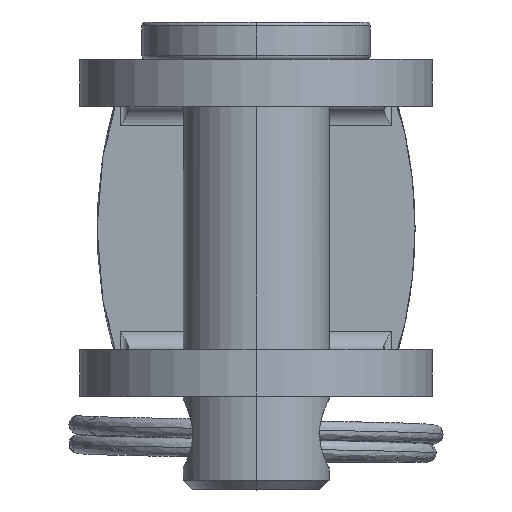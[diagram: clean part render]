
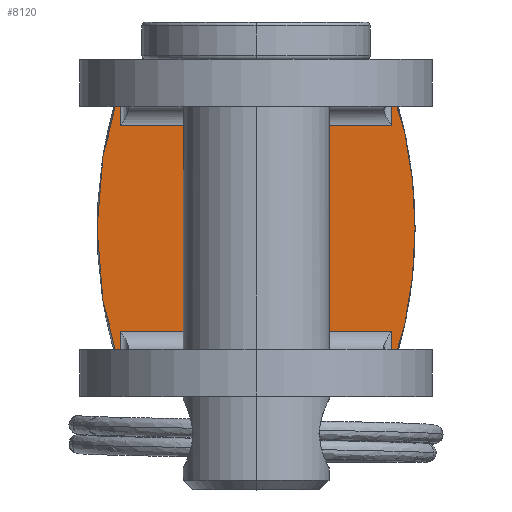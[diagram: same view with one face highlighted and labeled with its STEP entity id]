
A CAD part, top view. The second image highlights one B-rep face of the part: STEP entity #8120.
In plain terms, the highlighted planar face has unit normal (0, 0, 1).
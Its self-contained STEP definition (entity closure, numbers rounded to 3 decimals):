
#281 = DIRECTION ( 'NONE',  ( 0., -1., 0. ) ) ;
#379 = LINE ( 'NONE', #16694, #9336 ) ;
#585 = CIRCLE ( 'NONE', #5405, 24.018 ) ;
#1148 = DIRECTION ( 'NONE',  ( -1., 0., 0. ) ) ;
#1429 = DIRECTION ( 'NONE',  ( 0., 0., -1. ) ) ;
#1492 = CARTESIAN_POINT ( 'NONE',  ( -7.236, 5.5, 0. ) ) ;
#1640 = CARTESIAN_POINT ( 'NONE',  ( -7.236, 0., 0. ) ) ;
#1760 = CIRCLE ( 'NONE', #3210, 24.018 ) ;
#1796 = EDGE_CURVE ( 'NONE', #5653, #19423, #2120, .T. ) ;
#2120 = LINE ( 'NONE', #19040, #5040 ) ;
#2164 = EDGE_CURVE ( 'NONE', #14210, #6110, #3320, .T. ) ;
#2942 = CARTESIAN_POINT ( 'NONE',  ( -7.236, 7.689, 0. ) ) ;
#3113 = DIRECTION ( 'NONE',  ( 0., 1., 0. ) ) ;
#3210 = AXIS2_PLACEMENT_3D ( 'NONE', #19704, #1429, #5874 ) ;
#3262 = VECTOR ( 'NONE', #281, 1000. ) ;
#3300 = ORIENTED_EDGE ( 'NONE', *, *, #15339, .F. ) ;
#3320 = LINE ( 'NONE', #16941, #19919 ) ;
#4776 = ORIENTED_EDGE ( 'NONE', *, *, #12497, .F. ) ;
#4949 = VERTEX_POINT ( 'NONE', #6815 ) ;
#4965 = LINE ( 'NONE', #7961, #3262 ) ;
#5040 = VECTOR ( 'NONE', #6956, 1000. ) ;
#5405 = AXIS2_PLACEMENT_3D ( 'NONE', #8653, #5490, #11907 ) ;
#5490 = DIRECTION ( 'NONE',  ( 0., 0., -1. ) ) ;
#5653 = VERTEX_POINT ( 'NONE', #12064 ) ;
#5867 = DIRECTION ( 'NONE',  ( 0., 0., -1. ) ) ;
#5874 = DIRECTION ( 'NONE',  ( -1., 0., 0. ) ) ;
#6012 = VERTEX_POINT ( 'NONE', #2942 ) ;
#6110 = VERTEX_POINT ( 'NONE', #9182 ) ;
#6336 = ORIENTED_EDGE ( 'NONE', *, *, #9497, .T. ) ;
#6815 = CARTESIAN_POINT ( 'NONE',  ( 7.236, -7.689, 0. ) ) ;
#6956 = DIRECTION ( 'NONE',  ( 1., 0., 0. ) ) ;
#7106 = CARTESIAN_POINT ( 'NONE',  ( 7.236, -5.5, 0. ) ) ;
#7961 = CARTESIAN_POINT ( 'NONE',  ( 7.236, 0., 0. ) ) ;
#8120 = ADVANCED_FACE ( 'NONE', ( #12732 ), #11825, .F. ) ;
#8183 = CARTESIAN_POINT ( 'NONE',  ( 8.5, 0., 0. ) ) ;
#8612 = DIRECTION ( 'NONE',  ( 0., 0., -1. ) ) ;
#8653 = CARTESIAN_POINT ( 'NONE',  ( -15.518, 0., 0. ) ) ;
#9009 = EDGE_CURVE ( 'NONE', #15396, #6012, #12961, .T. ) ;
#9182 = CARTESIAN_POINT ( 'NONE',  ( 7.236, 5.5, 0. ) ) ;
#9336 = VECTOR ( 'NONE', #3113, 1000. ) ;
#9497 = EDGE_CURVE ( 'NONE', #6110, #15719, #10294, .T. ) ;
#9536 = ORIENTED_EDGE ( 'NONE', *, *, #2164, .T. ) ;
#10294 = LINE ( 'NONE', #16154, #18425 ) ;
#10549 = EDGE_CURVE ( 'NONE', #19423, #4949, #4965, .T. ) ;
#10802 = EDGE_CURVE ( 'NONE', #15719, #6012, #379, .T. ) ;
#11632 = ORIENTED_EDGE ( 'NONE', *, *, #10549, .T. ) ;
#11825 = PLANE ( 'NONE',  #16148 ) ;
#11907 = DIRECTION ( 'NONE',  ( -1., 0., 0. ) ) ;
#12064 = CARTESIAN_POINT ( 'NONE',  ( -7.236, -5.5, 0. ) ) ;
#12465 = EDGE_LOOP ( 'NONE', ( #15556, #11632, #3300, #4776, #9536, #6336, #17209, #18029, #17552 ) ) ;
#12497 = EDGE_CURVE ( 'NONE', #14210, #16428, #585, .T. ) ;
#12732 = FACE_OUTER_BOUND ( 'NONE', #12465, .T. ) ;
#12961 = CIRCLE ( 'NONE', #15101, 24.018 ) ;
#12986 = DIRECTION ( 'NONE',  ( -1., 0., 0. ) ) ;
#13096 = VECTOR ( 'NONE', #15381, 1000. ) ;
#13392 = CARTESIAN_POINT ( 'NONE',  ( -15.518, 0., 0. ) ) ;
#13814 = EDGE_CURVE ( 'NONE', #15396, #5653, #19318, .T. ) ;
#14210 = VERTEX_POINT ( 'NONE', #16994 ) ;
#15101 = AXIS2_PLACEMENT_3D ( 'NONE', #16380, #8612, #17928 ) ;
#15339 = EDGE_CURVE ( 'NONE', #16428, #4949, #1760, .T. ) ;
#15381 = DIRECTION ( 'NONE',  ( 0., 1., 0. ) ) ;
#15396 = VERTEX_POINT ( 'NONE', #16472 ) ;
#15556 = ORIENTED_EDGE ( 'NONE', *, *, #1796, .T. ) ;
#15719 = VERTEX_POINT ( 'NONE', #1492 ) ;
#16148 = AXIS2_PLACEMENT_3D ( 'NONE', #13392, #5867, #1148 ) ;
#16154 = CARTESIAN_POINT ( 'NONE',  ( -15.518, 5.5, 0. ) ) ;
#16380 = CARTESIAN_POINT ( 'NONE',  ( 15.518, 0., 0. ) ) ;
#16428 = VERTEX_POINT ( 'NONE', #8183 ) ;
#16472 = CARTESIAN_POINT ( 'NONE',  ( -7.236, -7.689, 0. ) ) ;
#16694 = CARTESIAN_POINT ( 'NONE',  ( -7.236, 9., 0. ) ) ;
#16803 = DIRECTION ( 'NONE',  ( 0., -1., 0. ) ) ;
#16941 = CARTESIAN_POINT ( 'NONE',  ( 7.236, 6.5, 0. ) ) ;
#16994 = CARTESIAN_POINT ( 'NONE',  ( 7.236, 7.689, 0. ) ) ;
#17209 = ORIENTED_EDGE ( 'NONE', *, *, #10802, .T. ) ;
#17552 = ORIENTED_EDGE ( 'NONE', *, *, #13814, .T. ) ;
#17928 = DIRECTION ( 'NONE',  ( 1., 0., 0. ) ) ;
#18029 = ORIENTED_EDGE ( 'NONE', *, *, #9009, .F. ) ;
#18425 = VECTOR ( 'NONE', #12986, 1000. ) ;
#19040 = CARTESIAN_POINT ( 'NONE',  ( -15.518, -5.5, 0. ) ) ;
#19318 = LINE ( 'NONE', #1640, #13096 ) ;
#19423 = VERTEX_POINT ( 'NONE', #7106 ) ;
#19704 = CARTESIAN_POINT ( 'NONE',  ( -15.518, 0., 0. ) ) ;
#19919 = VECTOR ( 'NONE', #16803, 1000. ) ;
